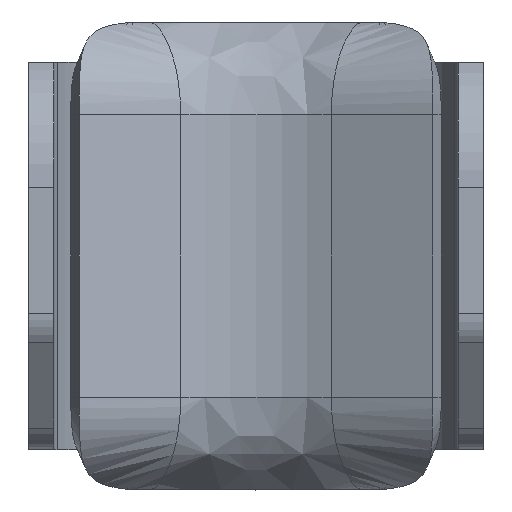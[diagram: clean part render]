
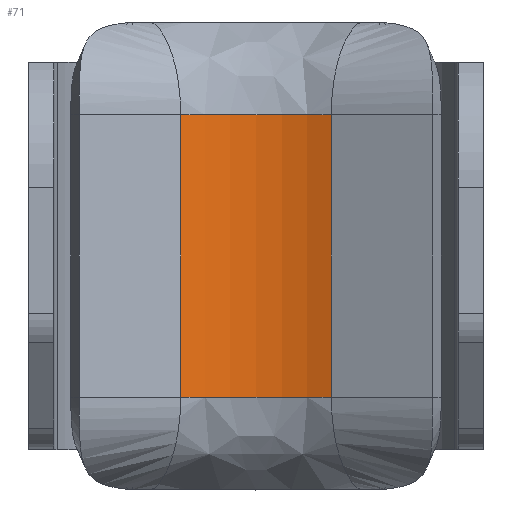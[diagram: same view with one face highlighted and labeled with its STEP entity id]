
A CAD part, front view. The second image highlights one B-rep face of the part: STEP entity #71.
In plain terms, the highlighted free-form (B-spline) face has degree [1, 2] with [2, 3] control points.
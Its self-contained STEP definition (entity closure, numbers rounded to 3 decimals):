
#71=ADVANCED_FACE('',(#257),#2939,.T.);
#257=FACE_OUTER_BOUND('',#443,.T.);
#443=EDGE_LOOP('',(#755,#756,#757,#758));
#755=ORIENTED_EDGE('',*,*,#1660,.T.);
#756=ORIENTED_EDGE('',*,*,#1661,.F.);
#757=ORIENTED_EDGE('',*,*,#1662,.T.);
#758=ORIENTED_EDGE('',*,*,#1663,.F.);
#1660=EDGE_CURVE('',#2596,#2604,#2087,.T.);
#1661=EDGE_CURVE('',#2608,#2604,#2088,.T.);
#1662=EDGE_CURVE('',#2608,#2606,#2089,.T.);
#1663=EDGE_CURVE('',#2596,#2606,#2090,.T.);
#2087=(
BOUNDED_CURVE()
B_SPLINE_CURVE(1,(#4782,#4783),.UNSPECIFIED.,.F.,.F.)
B_SPLINE_CURVE_WITH_KNOTS((2,2),(0.,16.772),.UNSPECIFIED.)
CURVE()
GEOMETRIC_REPRESENTATION_ITEM()
RATIONAL_B_SPLINE_CURVE((1.,1.))
REPRESENTATION_ITEM('')
);
#2088=(
BOUNDED_CURVE()
B_SPLINE_CURVE(2,(#4784,#4785,#4786),.UNSPECIFIED.,.F.,.F.)
B_SPLINE_CURVE_WITH_KNOTS((3,3),(0.,9.215),.UNSPECIFIED.)
CURVE()
GEOMETRIC_REPRESENTATION_ITEM()
RATIONAL_B_SPLINE_CURVE((1.,0.914,1.))
REPRESENTATION_ITEM('')
);
#2089=(
BOUNDED_CURVE()
B_SPLINE_CURVE(1,(#4787,#4788),.UNSPECIFIED.,.F.,.F.)
B_SPLINE_CURVE_WITH_KNOTS((2,2),(-16.772,0.),.UNSPECIFIED.)
CURVE()
GEOMETRIC_REPRESENTATION_ITEM()
RATIONAL_B_SPLINE_CURVE((1.,1.))
REPRESENTATION_ITEM('')
);
#2090=(
BOUNDED_CURVE()
B_SPLINE_CURVE(2,(#4789,#4790,#4791),.UNSPECIFIED.,.F.,.F.)
B_SPLINE_CURVE_WITH_KNOTS((3,3),(-9.215,0.),.UNSPECIFIED.)
CURVE()
GEOMETRIC_REPRESENTATION_ITEM()
RATIONAL_B_SPLINE_CURVE((1.,0.914,1.))
REPRESENTATION_ITEM('')
);
#2596=VERTEX_POINT('',#4151);
#2604=VERTEX_POINT('',#4159);
#2606=VERTEX_POINT('',#4161);
#2608=VERTEX_POINT('',#4163);
#2939=(
BOUNDED_SURFACE()
B_SPLINE_SURFACE(1,2,((#4099,#4100,#4101),(#4102,#4103,#4104)),
 .UNSPECIFIED.,.F.,.F.,.F.)
B_SPLINE_SURFACE_WITH_KNOTS((2,2),(3,3),(0.,16.772),(-9.215,
0.),.UNSPECIFIED.)
GEOMETRIC_REPRESENTATION_ITEM()
RATIONAL_B_SPLINE_SURFACE(((1.,0.914,1.),(1.,0.914,
1.)))
REPRESENTATION_ITEM('')
SURFACE()
);
#4099=CARTESIAN_POINT('',(17.974,32.079,-19.886));
#4100=CARTESIAN_POINT('',(13.5,34.071,-19.886));
#4101=CARTESIAN_POINT('',(9.026,32.079,-19.886));
#4102=CARTESIAN_POINT('',(17.974,32.079,-3.114));
#4103=CARTESIAN_POINT('',(13.5,34.071,-3.114));
#4104=CARTESIAN_POINT('',(9.026,32.079,-3.114));
#4151=CARTESIAN_POINT('',(17.974,32.079,-19.886));
#4159=CARTESIAN_POINT('',(17.974,32.079,-3.114));
#4161=CARTESIAN_POINT('',(9.026,32.079,-19.886));
#4163=CARTESIAN_POINT('',(9.026,32.079,-3.114));
#4782=CARTESIAN_POINT('',(17.974,32.079,-19.886));
#4783=CARTESIAN_POINT('',(17.974,32.079,-3.114));
#4784=CARTESIAN_POINT('',(9.026,32.079,-3.114));
#4785=CARTESIAN_POINT('',(13.5,34.071,-3.114));
#4786=CARTESIAN_POINT('',(17.974,32.079,-3.114));
#4787=CARTESIAN_POINT('',(9.026,32.079,-3.114));
#4788=CARTESIAN_POINT('',(9.026,32.079,-19.886));
#4789=CARTESIAN_POINT('',(17.974,32.079,-19.886));
#4790=CARTESIAN_POINT('',(13.5,34.071,-19.886));
#4791=CARTESIAN_POINT('',(9.026,32.079,-19.886));
